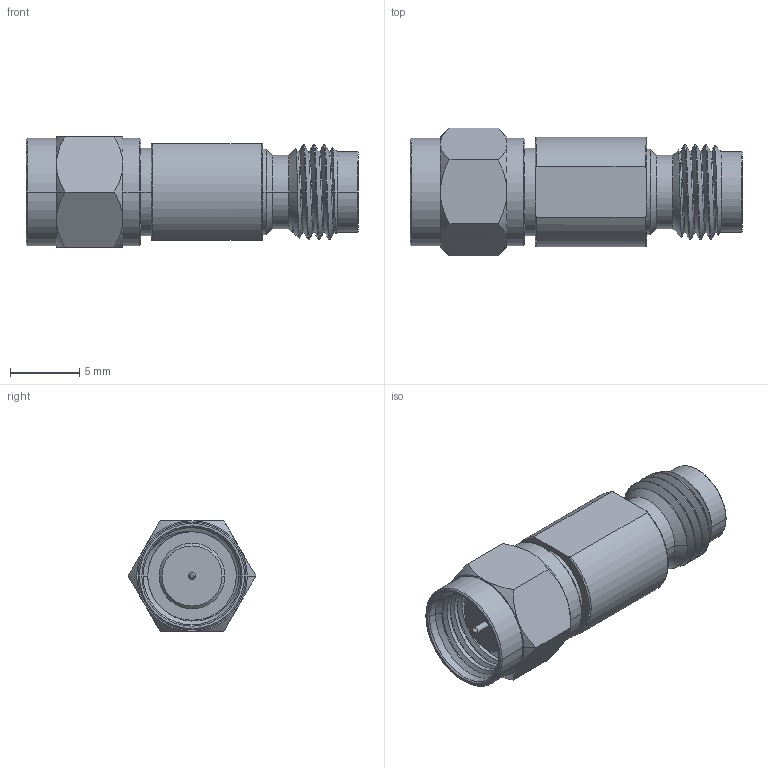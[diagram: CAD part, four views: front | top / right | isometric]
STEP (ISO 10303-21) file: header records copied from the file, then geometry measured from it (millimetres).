
FILE_DESCRIPTION (( 'STEP AP214' ), '1' );
FILE_NAME ('FMAD1606_3D.step', '2023-03-14T01:53:52', ( '' ), ( '' ), 'SwSTEP 2.0', 'SolidWorks 2022', '' );
FILE_SCHEMA (( 'AUTOMOTIVE_DESIGN' ));
Length unit declared in the file: inch
Products named in the file (3): ADS-248248-BG-2-BODY^FMAD1606; FMAD1606_3D; ADS-24-3-24-3-LC-LEFT(2)^FMAD1606
Assembly tree (2 placements, depth 2):
  FMAD1606_3D
    ADS-24-3-24-3-LC-LEFT(2)^FMAD1606
    ADS-248248-BG-2-BODY^FMAD1606
Bounding box: 24 x 9.24 x 8 mm (x, y, z)
Volume: 911.2 mm3; surface area: 1158.4 mm2
Topology: 2 solids, 2 shells, 150 faces, 361 edges, 225 vertices
Faces by surface type: cylinder 52, cone 48, plane 34, torus 10, bspline 6
Entity records: 6714 total; most frequent: CARTESIAN_POINT 3238, ORIENTED_EDGE 722, DIRECTION 702, EDGE_CURVE 361, AXIS2_PLACEMENT_3D 290, VERTEX_POINT 225, EDGE_LOOP 160, FACE_OUTER_BOUND 150
